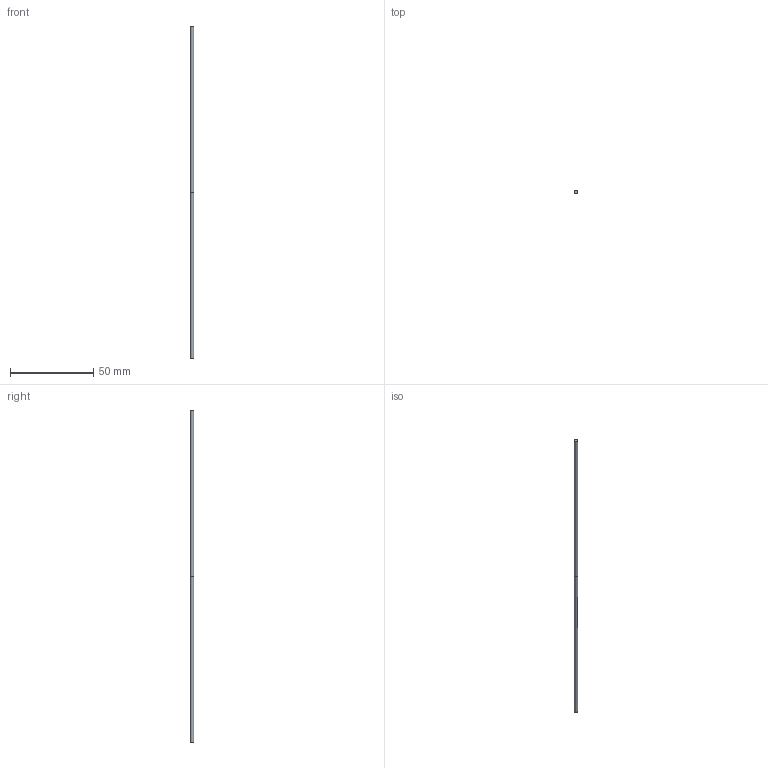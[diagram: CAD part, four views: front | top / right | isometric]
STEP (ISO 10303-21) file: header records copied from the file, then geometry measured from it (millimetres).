
FILE_DESCRIPTION(('Open CASCADE Model'),'2;1');
FILE_NAME('Open CASCADE Shape Model','2024-03-16T21:32:05',('Author'),( 'Open CASCADE'),'Open CASCADE STEP processor 7.7','Open CASCADE 7.7' ,'Unknown');
FILE_SCHEMA(('AUTOMOTIVE_DESIGN { 1 0 10303 214 1 1 1 1 }'));
Length unit declared in the file: millimetre
Products named in the file (3): cylinder; a275154a-e3dc-11ee-98eb-00155d2eeb72; a275154a-e3dc-11ee-98eb-00155d2eeb72_part
Assembly tree (2 placements, depth 3):
  cylinder
    a275154a-e3dc-11ee-98eb-00155d2eeb72
      a275154a-e3dc-11ee-98eb-00155d2eeb72_part
Bounding box: 2 x 2 x 200 mm (x, y, z)
Volume: 628.3 mm3; surface area: 1262.9 mm2
Topology: 1 solids, 1 shells, 4 faces, 5 edges, 3 vertices
Faces by surface type: cylinder 2, plane 2
Full cylindrical faces by diameter (mm): 2 x2
Entity records: 194 total; most frequent: DIRECTION 31, CARTESIAN_POINT 26, AXIS2_PLACEMENT_3D 10, ORIENTED_EDGE 10, PCURVE 10, DEFINITIONAL_REPRESENTATION 10, LINE 9, VECTOR 9
